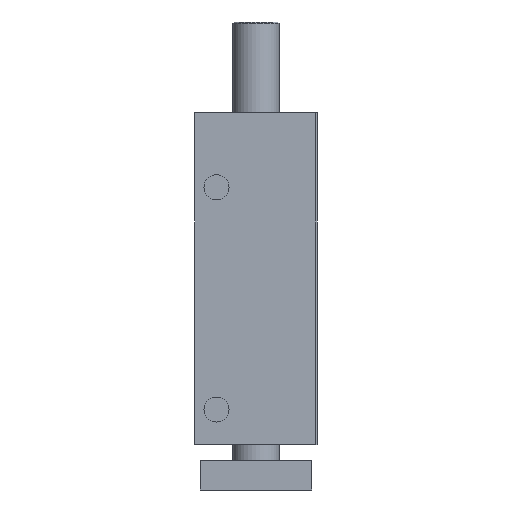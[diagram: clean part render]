
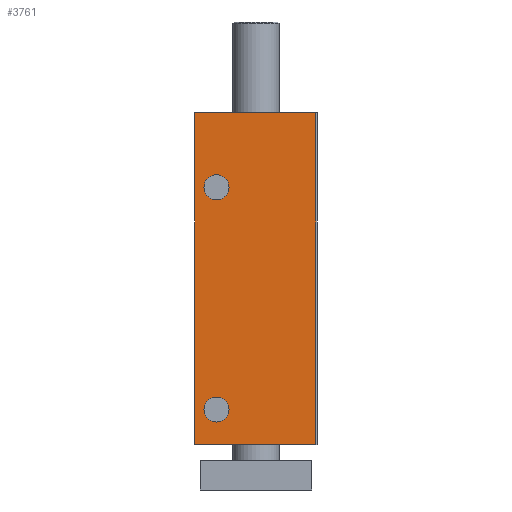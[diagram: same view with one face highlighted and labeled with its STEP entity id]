
A CAD part, front view. The second image highlights one B-rep face of the part: STEP entity #3761.
In plain terms, the highlighted planar face has unit normal (0, -1, 0).
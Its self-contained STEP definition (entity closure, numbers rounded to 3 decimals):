
#347=CARTESIAN_POINT('',(-21.0,-46.5,113.5));
#348=VERTEX_POINT('',#347);
#355=CARTESIAN_POINT('',(20.5,-46.5,113.5));
#356=VERTEX_POINT('',#355);
#357=CARTESIAN_POINT('',(20.5,-46.5,113.5));
#358=DIRECTION('',(-1.0,0.0,0.0));
#359=VECTOR('',#358,41.5);
#360=LINE('',#357,#359);
#361=EDGE_CURVE('',#356,#348,#360,.T.);
#2549=CARTESIAN_POINT('',(-9.217,-46.5,88.0));
#2550=VERTEX_POINT('',#2549);
#2551=CARTESIAN_POINT('',(-13.5,-46.5,88.0));
#2552=DIRECTION('',(0.0,1.0,0.0));
#2553=DIRECTION('',(1.0,0.0,0.0));
#2554=AXIS2_PLACEMENT_3D('',#2551,#2552,#2553);
#2555=CIRCLE('',#2554,4.283);
#2556=EDGE_CURVE('',#2550,#2550,#2555,.T.);
#2607=CARTESIAN_POINT('',(-9.217,-46.5,12.));
#2608=VERTEX_POINT('',#2607);
#2609=CARTESIAN_POINT('',(-13.5,-46.5,12.));
#2610=DIRECTION('',(0.0,1.0,0.0));
#2611=DIRECTION('',(1.0,0.0,0.0));
#2612=AXIS2_PLACEMENT_3D('',#2609,#2610,#2611);
#2613=CIRCLE('',#2612,4.283);
#2614=EDGE_CURVE('',#2608,#2608,#2613,.T.);
#3714=CARTESIAN_POINT('',(20.5,-46.5,0.0));
#3715=VERTEX_POINT('',#3714);
#3716=CARTESIAN_POINT('',(20.5,-46.5,0.0));
#3717=DIRECTION('',(0.0,0.0,1.0));
#3718=VECTOR('',#3717,113.5);
#3719=LINE('',#3716,#3718);
#3720=EDGE_CURVE('',#3715,#356,#3719,.T.);
#3732=CARTESIAN_POINT('',(20.5,-46.5,0.0));
#3733=DIRECTION('',(0.0,-1.0,0.0));
#3734=DIRECTION('',(0.0,0.0,-1.0));
#3735=AXIS2_PLACEMENT_3D('',#3732,#3733,#3734);
#3736=PLANE('',#3735);
#3737=ORIENTED_EDGE('',*,*,#361,.T.);
#3738=CARTESIAN_POINT('',(-21.0,-46.5,0.0));
#3739=VERTEX_POINT('',#3738);
#3740=CARTESIAN_POINT('',(-21.0,-46.5,0.0));
#3741=DIRECTION('',(0.0,0.0,1.0));
#3742=VECTOR('',#3741,113.5);
#3743=LINE('',#3740,#3742);
#3744=EDGE_CURVE('',#3739,#348,#3743,.T.);
#3745=ORIENTED_EDGE('',*,*,#3744,.F.);
#3746=CARTESIAN_POINT('',(-21.0,-46.5,0.0));
#3747=DIRECTION('',(1.0,0.0,0.0));
#3748=VECTOR('',#3747,41.5);
#3749=LINE('',#3746,#3748);
#3750=EDGE_CURVE('',#3739,#3715,#3749,.T.);
#3751=ORIENTED_EDGE('',*,*,#3750,.T.);
#3752=ORIENTED_EDGE('',*,*,#3720,.T.);
#3753=EDGE_LOOP('',(#3737,#3745,#3751,#3752));
#3754=FACE_OUTER_BOUND('',#3753,.T.);
#3755=ORIENTED_EDGE('',*,*,#2556,.T.);
#3756=EDGE_LOOP('',(#3755));
#3757=FACE_BOUND('',#3756,.T.);
#3758=ORIENTED_EDGE('',*,*,#2614,.T.);
#3759=EDGE_LOOP('',(#3758));
#3760=FACE_BOUND('',#3759,.T.);
#3761=ADVANCED_FACE('',(#3754,#3757,#3760),#3736,.T.);
